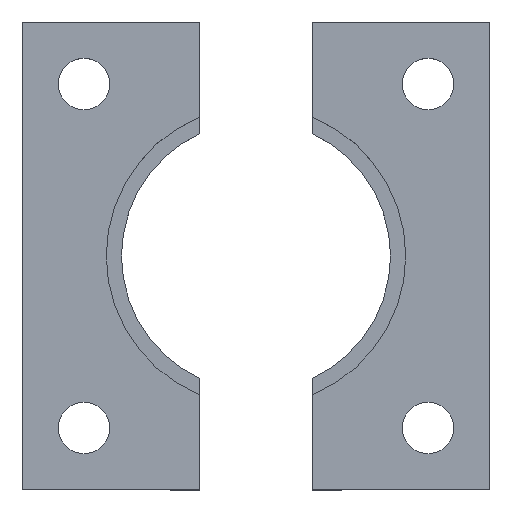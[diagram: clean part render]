
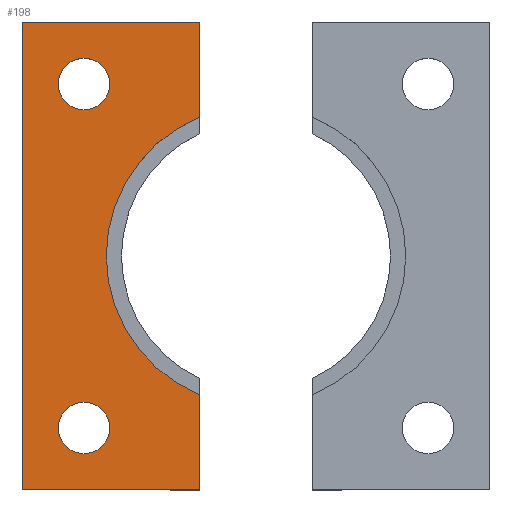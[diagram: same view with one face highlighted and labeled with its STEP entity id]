
A CAD part, top view. The second image highlights one B-rep face of the part: STEP entity #198.
In plain terms, the highlighted planar face has unit normal (0, 0, 1).
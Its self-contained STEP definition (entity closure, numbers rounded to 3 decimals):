
#3 = DIRECTION ( 'NONE',  ( 1., 0., 0. ) ) ;
#19 = ORIENTED_EDGE ( 'NONE', *, *, #275, .T. ) ;
#28 = EDGE_LOOP ( 'NONE', ( #308, #458 ) ) ;
#30 = CARTESIAN_POINT ( 'NONE',  ( -12., -50., 12. ) ) ;
#44 = VECTOR ( 'NONE', #537, 1000. ) ;
#48 = AXIS2_PLACEMENT_3D ( 'NONE', #853, #544, #540 ) ;
#62 = CARTESIAN_POINT ( 'NONE',  ( -12., -50., 12. ) ) ;
#67 = DIRECTION ( 'NONE',  ( 0., -1., 0. ) ) ;
#71 = DIRECTION ( 'NONE',  ( 1., 0., 0. ) ) ;
#98 = VECTOR ( 'NONE', #708, 1000. ) ;
#100 = CARTESIAN_POINT ( 'NONE',  ( -42.25, 36.75, 12. ) ) ;
#101 = AXIS2_PLACEMENT_3D ( 'NONE', #360, #616, #3 ) ;
#140 = VERTEX_POINT ( 'NONE', #680 ) ;
#145 = AXIS2_PLACEMENT_3D ( 'NONE', #228, #409, #856 ) ;
#146 = AXIS2_PLACEMENT_3D ( 'NONE', #950, #783, #467 ) ;
#157 = LINE ( 'NONE', #62, #98 ) ;
#190 = CARTESIAN_POINT ( 'NONE',  ( -50., 50., 12. ) ) ;
#191 = CARTESIAN_POINT ( 'NONE',  ( -12., -50., 12. ) ) ;
#197 = VERTEX_POINT ( 'NONE', #733 ) ;
#198 = ADVANCED_FACE ( 'NONE', ( #913, #1000, #904 ), #967, .T. ) ;
#228 = CARTESIAN_POINT ( 'NONE',  ( -36.75, 36.75, 12. ) ) ;
#233 = CIRCLE ( 'NONE', #146, 32. ) ;
#240 = EDGE_CURVE ( 'NONE', #261, #725, #1009, .T. ) ;
#247 = ORIENTED_EDGE ( 'NONE', *, *, #240, .T. ) ;
#261 = VERTEX_POINT ( 'NONE', #446 ) ;
#274 = CARTESIAN_POINT ( 'NONE',  ( -12., 26.126, 12. ) ) ;
#275 = EDGE_CURVE ( 'NONE', #140, #197, #803, .T. ) ;
#284 = AXIS2_PLACEMENT_3D ( 'NONE', #898, #622, #71 ) ;
#288 = LINE ( 'NONE', #728, #765 ) ;
#292 = EDGE_LOOP ( 'NONE', ( #978, #19, #796, #737, #247, #831 ) ) ;
#298 = AXIS2_PLACEMENT_3D ( 'NONE', #348, #891, #1015 ) ;
#308 = ORIENTED_EDGE ( 'NONE', *, *, #908, .F. ) ;
#314 = EDGE_CURVE ( 'NONE', #761, #433, #699, .T. ) ;
#317 = VERTEX_POINT ( 'NONE', #190 ) ;
#348 = CARTESIAN_POINT ( 'NONE',  ( 0., 0., 12. ) ) ;
#360 = CARTESIAN_POINT ( 'NONE',  ( -36.75, 36.75, 12. ) ) ;
#409 = DIRECTION ( 'NONE',  ( 0., 0., 1. ) ) ;
#410 = CARTESIAN_POINT ( 'NONE',  ( -31.25, 36.75, 12. ) ) ;
#424 = DIRECTION ( 'NONE',  ( 0., 1., 0. ) ) ;
#433 = VERTEX_POINT ( 'NONE', #743 ) ;
#446 = CARTESIAN_POINT ( 'NONE',  ( -50., -50., 12. ) ) ;
#458 = ORIENTED_EDGE ( 'NONE', *, *, #314, .F. ) ;
#459 = EDGE_CURVE ( 'NONE', #140, #907, #233, .T. ) ;
#467 = DIRECTION ( 'NONE',  ( 1., 0., 0. ) ) ;
#491 = CARTESIAN_POINT ( 'NONE',  ( -12., 50., 12. ) ) ;
#497 = EDGE_LOOP ( 'NONE', ( #704, #1021 ) ) ;
#537 = DIRECTION ( 'NONE',  ( -1., 0., 0. ) ) ;
#540 = DIRECTION ( 'NONE',  ( 1., 0., 0. ) ) ;
#544 = DIRECTION ( 'NONE',  ( 0., 0., 1. ) ) ;
#561 = CIRCLE ( 'NONE', #48, 5.5 ) ;
#568 = EDGE_CURVE ( 'NONE', #818, #797, #985, .T. ) ;
#616 = DIRECTION ( 'NONE',  ( 0., 0., 1. ) ) ;
#622 = DIRECTION ( 'NONE',  ( 0., 0., 1. ) ) ;
#680 = CARTESIAN_POINT ( 'NONE',  ( -12., 29.665, 12. ) ) ;
#699 = CIRCLE ( 'NONE', #284, 5.5 ) ;
#704 = ORIENTED_EDGE ( 'NONE', *, *, #879, .F. ) ;
#708 = DIRECTION ( 'NONE',  ( 0., 1., 0. ) ) ;
#725 = VERTEX_POINT ( 'NONE', #30 ) ;
#728 = CARTESIAN_POINT ( 'NONE',  ( -50., -50., 12. ) ) ;
#733 = CARTESIAN_POINT ( 'NONE',  ( -12., 50., 12. ) ) ;
#737 = ORIENTED_EDGE ( 'NONE', *, *, #971, .T. ) ;
#743 = CARTESIAN_POINT ( 'NONE',  ( -42.25, -36.75, 12. ) ) ;
#761 = VERTEX_POINT ( 'NONE', #901 ) ;
#765 = VECTOR ( 'NONE', #67, 1000. ) ;
#776 = CIRCLE ( 'NONE', #145, 5.5 ) ;
#783 = DIRECTION ( 'NONE',  ( 0., 0., 1. ) ) ;
#789 = CARTESIAN_POINT ( 'NONE',  ( -12., -29.665, 12. ) ) ;
#796 = ORIENTED_EDGE ( 'NONE', *, *, #1023, .T. ) ;
#797 = VERTEX_POINT ( 'NONE', #100 ) ;
#803 = LINE ( 'NONE', #274, #813 ) ;
#813 = VECTOR ( 'NONE', #424, 1000. ) ;
#818 = VERTEX_POINT ( 'NONE', #410 ) ;
#831 = ORIENTED_EDGE ( 'NONE', *, *, #1019, .T. ) ;
#851 = LINE ( 'NONE', #491, #44 ) ;
#853 = CARTESIAN_POINT ( 'NONE',  ( -36.75, -36.75, 12. ) ) ;
#854 = VECTOR ( 'NONE', #951, 1000. ) ;
#856 = DIRECTION ( 'NONE',  ( 1., 0., 0. ) ) ;
#879 = EDGE_CURVE ( 'NONE', #797, #818, #776, .T. ) ;
#891 = DIRECTION ( 'NONE',  ( 0., 0., 1. ) ) ;
#898 = CARTESIAN_POINT ( 'NONE',  ( -36.75, -36.75, 12. ) ) ;
#901 = CARTESIAN_POINT ( 'NONE',  ( -31.25, -36.75, 12. ) ) ;
#904 = FACE_BOUND ( 'NONE', #28, .T. ) ;
#907 = VERTEX_POINT ( 'NONE', #789 ) ;
#908 = EDGE_CURVE ( 'NONE', #433, #761, #561, .T. ) ;
#913 = FACE_OUTER_BOUND ( 'NONE', #292, .T. ) ;
#950 = CARTESIAN_POINT ( 'NONE',  ( 0., 0., 12. ) ) ;
#951 = DIRECTION ( 'NONE',  ( 1., 0., 0. ) ) ;
#967 = PLANE ( 'NONE',  #298 ) ;
#971 = EDGE_CURVE ( 'NONE', #317, #261, #288, .T. ) ;
#978 = ORIENTED_EDGE ( 'NONE', *, *, #459, .F. ) ;
#985 = CIRCLE ( 'NONE', #101, 5.5 ) ;
#1000 = FACE_BOUND ( 'NONE', #497, .T. ) ;
#1009 = LINE ( 'NONE', #191, #854 ) ;
#1015 = DIRECTION ( 'NONE',  ( 1., 0., 0. ) ) ;
#1019 = EDGE_CURVE ( 'NONE', #725, #907, #157, .T. ) ;
#1021 = ORIENTED_EDGE ( 'NONE', *, *, #568, .F. ) ;
#1023 = EDGE_CURVE ( 'NONE', #197, #317, #851, .T. ) ;
